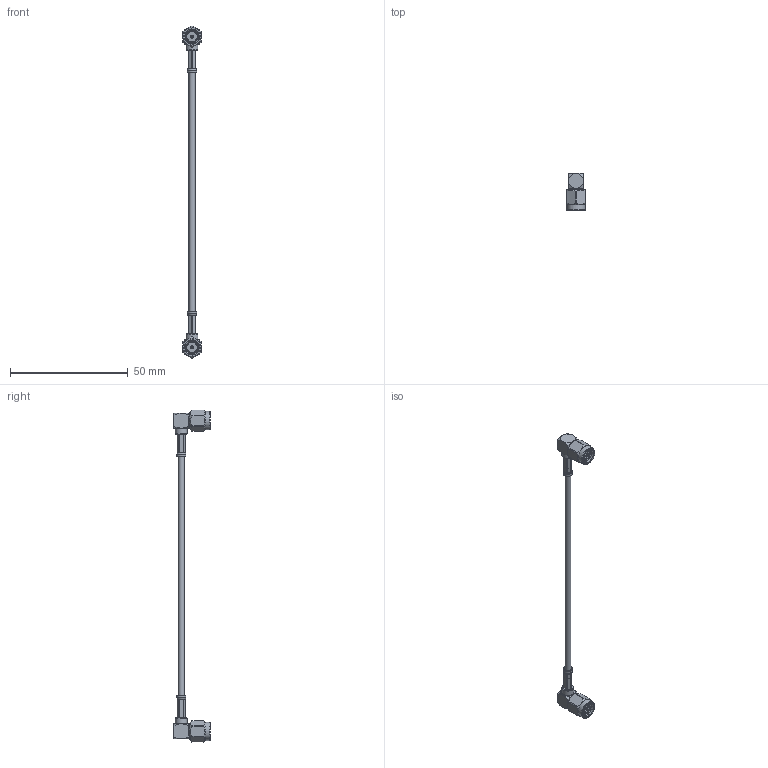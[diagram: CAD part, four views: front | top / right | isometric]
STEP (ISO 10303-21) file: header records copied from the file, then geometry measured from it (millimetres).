
FILE_DESCRIPTION (( 'STEP AP203' ), '1' );
FILE_NAME ('PE3515LF.step', '2020-05-01T17:04:39', ( '' ), ( '' ), 'SwSTEP 2.0', 'SolidWorks 2018', '' );
FILE_SCHEMA (( 'CONFIG_CONTROL_DESIGN' ));
Length unit declared in the file: inch
Products named in the file (3): Coax Cable^PE3515LF_RG316U; PE3515LF; PE4009^PE3515LF_CRIMPED
Assembly tree (3 placements, depth 2):
  PE3515LF
    Coax Cable^PE3515LF_RG316U
    PE4009^PE3515LF_CRIMPED  x2
Bounding box: 8 x 15.5 x 141.09 mm (x, y, z)
Volume: 1957.3 mm3; surface area: 2995.1 mm2
Topology: 7 solids, 7 shells, 631 faces, 1769 edges, 1174 vertices
Faces by surface type: plane 292, cylinder 201, cone 124, bspline 10, torus 4
Full cylindrical faces by diameter (mm): 0.94 x2, 1.194 x2, 1.702 x2, 2.591 x1, 2.692 x2, 2.794 x2, 3.48 x2, 3.988 x2, 4.064 x2, 4.572 x2, 5.08 x2, 5.835 x2, 6.35 x12, 6.539 x2, 7.877 x2
Entity records: 12803 total; most frequent: CARTESIAN_POINT 4851, ORIENTED_EDGE 1660, DIRECTION 1472, EDGE_CURVE 830, VERTEX_POINT 564, AXIS2_PLACEMENT_3D 526, LINE 420, VECTOR 420
